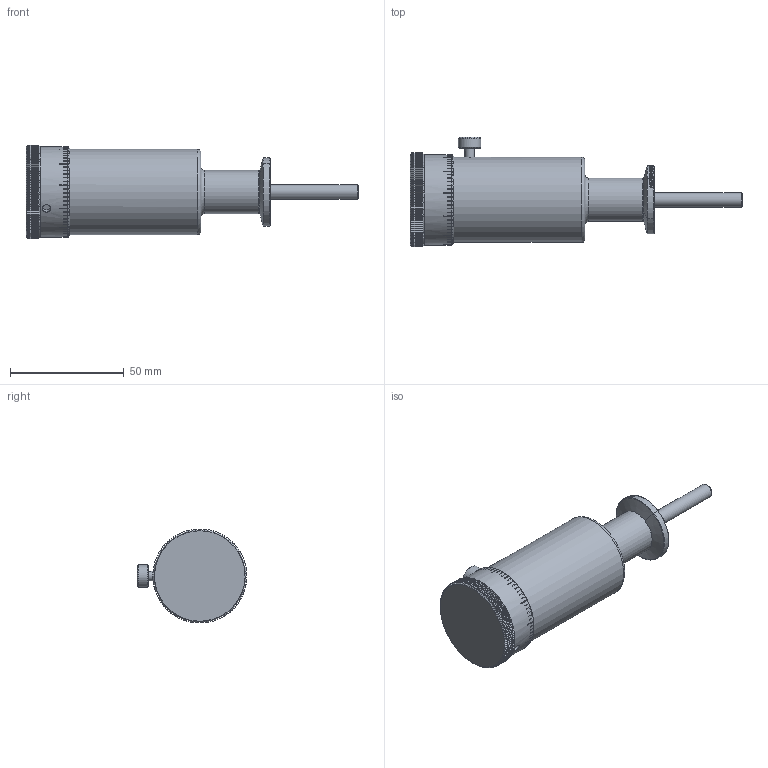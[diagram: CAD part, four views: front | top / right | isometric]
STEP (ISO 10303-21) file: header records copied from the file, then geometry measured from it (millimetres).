
FILE_DESCRIPTION(/* description */ ('Alibre Inc.'),/* implementation_level */ '2;1');
FILE_NAME(/* name */ 'export0',/* time_stamp */ '2012-03-15T14:08:29-07:00',/* author */ (''),/* organization */ (''),/* preprocessor_version */ 'ST-DEVELOPER v14',/* originating_system */ 'Alibre',/* authorisation */ '');
FILE_SCHEMA (('CONFIG_CONTROL_DESIGN'));
Length unit declared in the file: centimetre
Products named in the file (1): WRM 102140
Bounding box: 145.8 x 48.14 x 41.27 mm (x, y, z)
Volume: 97981 mm3; surface area: 18196.4 mm2
Topology: 1 solids, 1 shells, 902 faces, 2562 edges, 1704 vertices
Faces by surface type: plane 495, cylinder 249, bspline 139, cone 9, torus 9, sphere 1
Full cylindrical faces by diameter (mm): 3.454 x1, 4.166 x1, 6.35 x1, 9.906 x1, 12.725 x1, 14.249 x1, 15.812 x1, 18.161 x1, 19.05 x1, 34.925 x1, 37.465 x1, 37.846 x1, 39.7 x1
Entity records: 48168 total; most frequent: CARTESIAN_POINT 29315, ORIENTED_EDGE 5056, EDGE_CURVE 2528, DIRECTION 2320, VERTEX_POINT 1695, AXIS2_PLACEMENT_3D 999, EDGE_LOOP 969, FACE_BOUND 969
